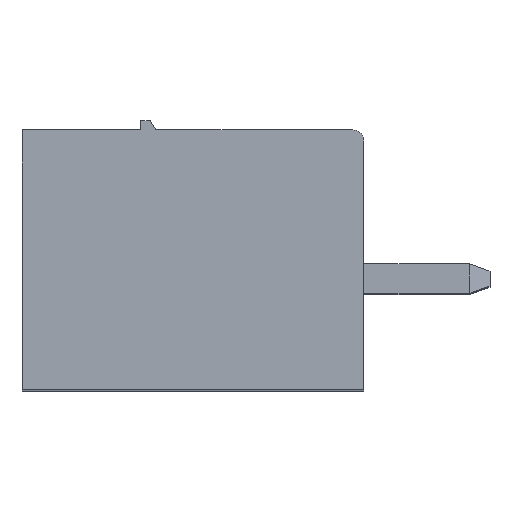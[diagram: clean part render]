
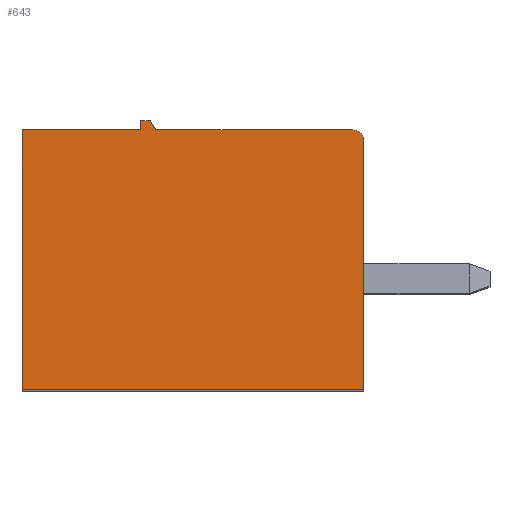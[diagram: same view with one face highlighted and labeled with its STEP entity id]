
A CAD part, top view. The second image highlights one B-rep face of the part: STEP entity #643.
In plain terms, the highlighted planar face has unit normal (0, 0, 1).
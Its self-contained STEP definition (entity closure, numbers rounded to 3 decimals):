
#643 = ADVANCED_FACE( '', ( #1379 ), #1380, .T. );
#1379 = FACE_OUTER_BOUND( '', #2211, .T. );
#1380 = PLANE( '', #2212 );
#2211 = EDGE_LOOP( '', ( #3952, #3953, #3954, #3955, #3956, #3957, #3958, #3959, #3960 ) );
#2212 = AXIS2_PLACEMENT_3D( '', #3961, #3962, #3963 );
#3952 = ORIENTED_EDGE( '', *, *, #4989, .T. );
#3953 = ORIENTED_EDGE( '', *, *, #5529, .T. );
#3954 = ORIENTED_EDGE( '', *, *, #4994, .T. );
#3955 = ORIENTED_EDGE( '', *, *, #5530, .T. );
#3956 = ORIENTED_EDGE( '', *, *, #5060, .T. );
#3957 = ORIENTED_EDGE( '', *, *, #5531, .T. );
#3958 = ORIENTED_EDGE( '', *, *, #5442, .T. );
#3959 = ORIENTED_EDGE( '', *, *, #5450, .T. );
#3960 = ORIENTED_EDGE( '', *, *, #5532, .T. );
#3961 = CARTESIAN_POINT( '', ( -162.727, 10.56, 54.618 ) );
#3962 = DIRECTION( '', ( 0., 0., 1. ) );
#3963 = DIRECTION( '', ( 1., 0., 0. ) );
#4989 = EDGE_CURVE( '', #6020, #6017, #6021, .T. );
#4994 = EDGE_CURVE( '', #6029, #6026, #6030, .T. );
#5060 = EDGE_CURVE( '', #6144, #6141, #6145, .T. );
#5442 = EDGE_CURVE( '', #6704, #6702, #6705, .T. );
#5450 = EDGE_CURVE( '', #6702, #6712, #6714, .T. );
#5529 = EDGE_CURVE( '', #6017, #6029, #6818, .T. );
#5530 = EDGE_CURVE( '', #6026, #6144, #6819, .T. );
#5531 = EDGE_CURVE( '', #6141, #6704, #6820, .T. );
#5532 = EDGE_CURVE( '', #6712, #6020, #6821, .T. );
#6017 = VERTEX_POINT( '', #7459 );
#6020 = VERTEX_POINT( '', #7463 );
#6021 = LINE( '', #7464, #7465 );
#6026 = VERTEX_POINT( '', #7472 );
#6029 = VERTEX_POINT( '', #7476 );
#6030 = CIRCLE( '', #7477, 0.3 );
#6141 = VERTEX_POINT( '', #7636 );
#6144 = VERTEX_POINT( '', #7640 );
#6145 = LINE( '', #7641, #7642 );
#6702 = VERTEX_POINT( '', #8468 );
#6704 = VERTEX_POINT( '', #8471 );
#6705 = LINE( '', #8472, #8473 );
#6712 = VERTEX_POINT( '', #8483 );
#6714 = LINE( '', #8486, #8487 );
#6818 = LINE( '', #8637, #8638 );
#6819 = LINE( '', #8639, #8640 );
#6820 = LINE( '', #8641, #8642 );
#6821 = LINE( '', #8643, #8644 );
#7459 = CARTESIAN_POINT( '', ( -162.427, 3.86, 54.618 ) );
#7463 = CARTESIAN_POINT( '', ( -171.627, 3.86, 54.618 ) );
#7464 = CARTESIAN_POINT( '', ( -162.427, 3.86, 54.618 ) );
#7465 = VECTOR( '', #9079, 1000. );
#7472 = CARTESIAN_POINT( '', ( -162.727, 10.86, 54.618 ) );
#7476 = CARTESIAN_POINT( '', ( -162.427, 10.56, 54.618 ) );
#7477 = AXIS2_PLACEMENT_3D( '', #9083, #9084, #9085 );
#7636 = CARTESIAN_POINT( '', ( -168.177, 11.11, 54.618 ) );
#7640 = CARTESIAN_POINT( '', ( -168.027, 10.86, 54.618 ) );
#7641 = CARTESIAN_POINT( '', ( -168.177, 11.11, 54.618 ) );
#7642 = VECTOR( '', #9147, 1000. );
#8468 = CARTESIAN_POINT( '', ( -168.427, 10.86, 54.618 ) );
#8471 = CARTESIAN_POINT( '', ( -168.427, 11.11, 54.618 ) );
#8472 = CARTESIAN_POINT( '', ( -168.427, 10.86, 54.618 ) );
#8473 = VECTOR( '', #9445, 1000. );
#8483 = CARTESIAN_POINT( '', ( -171.627, 10.86, 54.618 ) );
#8486 = CARTESIAN_POINT( '', ( -171.627, 10.86, 54.618 ) );
#8487 = VECTOR( '', #9450, 1000. );
#8637 = CARTESIAN_POINT( '', ( -162.427, 10.56, 54.618 ) );
#8638 = VECTOR( '', #9515, 1000. );
#8639 = CARTESIAN_POINT( '', ( -168.027, 10.86, 54.618 ) );
#8640 = VECTOR( '', #9516, 1000. );
#8641 = CARTESIAN_POINT( '', ( -168.427, 11.11, 54.618 ) );
#8642 = VECTOR( '', #9517, 1000. );
#8643 = CARTESIAN_POINT( '', ( -171.627, 3.86, 54.618 ) );
#8644 = VECTOR( '', #9518, 1000. );
#9079 = DIRECTION( '', ( 1., 0., 0. ) );
#9083 = CARTESIAN_POINT( '', ( -162.727, 10.56, 54.618 ) );
#9084 = DIRECTION( '', ( 0., 0., 1. ) );
#9085 = DIRECTION( '', ( -0.707, -0.707, 0. ) );
#9147 = DIRECTION( '', ( -0.514, 0.857, 0. ) );
#9445 = DIRECTION( '', ( 0., -1., 0. ) );
#9450 = DIRECTION( '', ( -1., 0., 0. ) );
#9515 = DIRECTION( '', ( 0., 1., 0. ) );
#9516 = DIRECTION( '', ( -1., 0., 0. ) );
#9517 = DIRECTION( '', ( -1., 0., 0. ) );
#9518 = DIRECTION( '', ( 0., -1., 0. ) );
